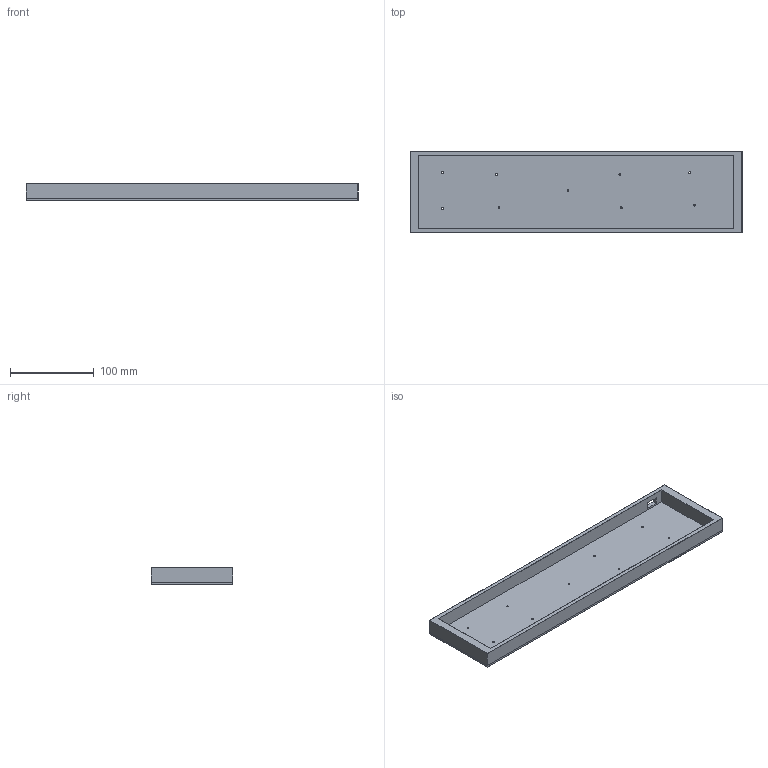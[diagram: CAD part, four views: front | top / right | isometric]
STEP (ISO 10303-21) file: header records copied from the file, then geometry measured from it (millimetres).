
FILE_DESCRIPTION(('FreeCAD Model'),'2;1');
FILE_NAME('Open CASCADE Shape Model','2023-12-10T01:00:16',(''),(''), 'Open CASCADE STEP processor 7.6','FreeCAD','Unknown');
FILE_SCHEMA(('AUTOMOTIVE_DESIGN { 1 0 10303 214 1 1 1 1 }'));
Length unit declared in the file: millimetre
Products named in the file (1): Fillet
Bounding box: 397 x 97.5 x 20 mm (x, y, z)
Volume: 196176.8 mm3; surface area: 113401.4 mm2
Topology: 1 solids, 1 shells, 56 faces, 131 edges, 70 vertices
Faces by surface type: cylinder 29, plane 19, sphere 8
Full cylindrical faces by diameter (mm): 2.2 x9
Entity records: 3251 total; most frequent: CARTESIAN_POINT 700, DIRECTION 459, ORIENTED_EDGE 246, PCURVE 246, DEFINITIONAL_REPRESENTATION 246, LINE 245, VECTOR 245, EDGE_CURVE 123
